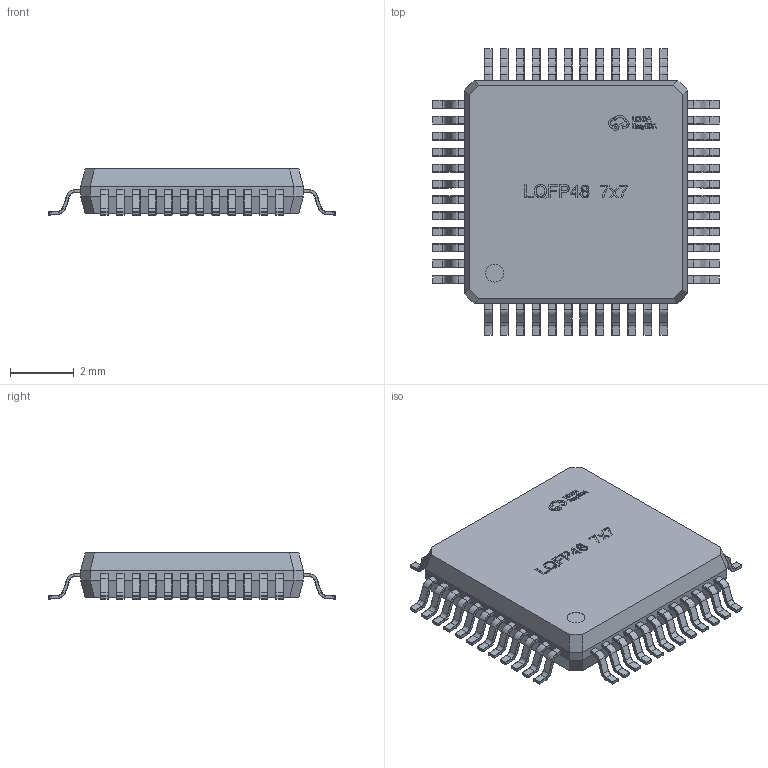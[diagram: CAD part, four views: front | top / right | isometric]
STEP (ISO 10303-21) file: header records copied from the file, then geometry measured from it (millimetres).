
FILE_DESCRIPTION (( 'STEP AP214' ), '1' );
FILE_NAME ('LQFP-48_L7.0-W7.0-H1.4-LS9.0-P0.50.step', '2022-07-09T04:56:00', ( '' ), ( '' ), 'SwSTEP 2.0', 'SolidWorks 2020', '' );
FILE_SCHEMA (( 'AUTOMOTIVE_DESIGN' ));
Length unit declared in the file: millimetre
Products named in the file (1): LQFP-48_L7.0-W7.0-H1.4-LS9.0-P0.50
Bounding box: 9.01 x 9.01 x 1.45 mm (x, y, z)
Volume: 67.8 mm3; surface area: 176.9 mm2
Topology: 49 solids, 49 shells, 2876 faces, 6227 edges, 3394 vertices
Faces by surface type: plane 1143, cylinder 962, torus 384, sphere 240, bspline 147
Entity records: 109987 total; most frequent: CARTESIAN_POINT 16597, DIRECTION 13601, ORIENTED_EDGE 12070, EDGE_CURVE 6035, AXIS2_PLACEMENT_3D 5134, VECTOR 3333, LINE 3333, VERTEX_POINT 3298
